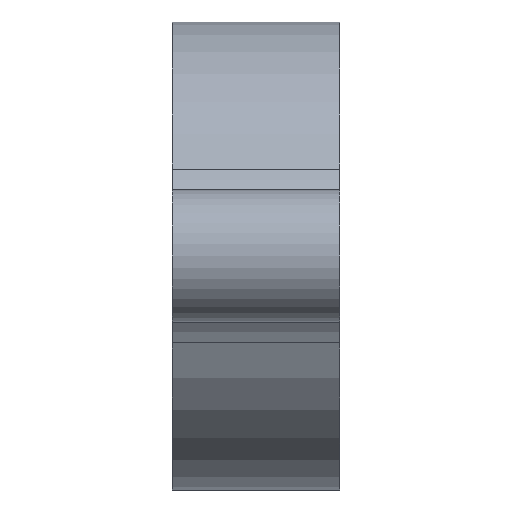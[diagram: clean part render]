
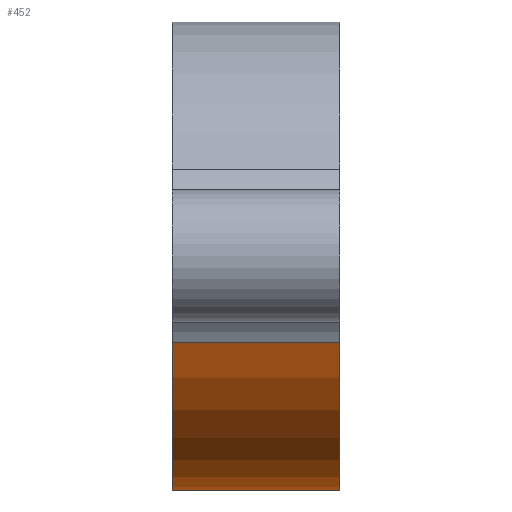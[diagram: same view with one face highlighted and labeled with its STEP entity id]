
A CAD part, left-side view. The second image highlights one B-rep face of the part: STEP entity #452.
In plain terms, the highlighted cylindrical face has radius 26.5 mm (diameter 53 mm), a partial arc.
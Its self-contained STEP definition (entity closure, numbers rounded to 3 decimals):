
#45 = CARTESIAN_POINT ( 'NONE',  ( -24.604, 9.5, -9.843 ) ) ;
#78 = DIRECTION ( 'NONE',  ( 0., 1., 0. ) ) ;
#171 = ORIENTED_EDGE ( 'NONE', *, *, #1409, .T. ) ;
#452 = ADVANCED_FACE ( 'NONE', ( #2065 ), #1737, .T. ) ;
#526 = CARTESIAN_POINT ( 'NONE',  ( 0., -9.5, 0. ) ) ;
#551 = VECTOR ( 'NONE', #2525, 1000. ) ;
#552 = ORIENTED_EDGE ( 'NONE', *, *, #1119, .T. ) ;
#624 = CARTESIAN_POINT ( 'NONE',  ( -24.604, 9.5, -9.843 ) ) ;
#635 = EDGE_CURVE ( 'NONE', #2437, #695, #887, .T. ) ;
#695 = VERTEX_POINT ( 'NONE', #624 ) ;
#737 = LINE ( 'NONE', #1566, #551 ) ;
#792 = LINE ( 'NONE', #45, #1469 ) ;
#879 = CARTESIAN_POINT ( 'NONE',  ( 0., 9.5, 0. ) ) ;
#887 = CIRCLE ( 'NONE', #1875, 26.5 ) ;
#921 = CARTESIAN_POINT ( 'NONE',  ( 0., 9.5, 0. ) ) ;
#958 = ORIENTED_EDGE ( 'NONE', *, *, #2676, .F. ) ;
#975 = ORIENTED_EDGE ( 'NONE', *, *, #635, .F. ) ;
#1050 = CARTESIAN_POINT ( 'NONE',  ( 0., -9.5, -26.5 ) ) ;
#1075 = EDGE_LOOP ( 'NONE', ( #975, #171, #552, #958 ) ) ;
#1094 = DIRECTION ( 'NONE',  ( 0., 1., 0. ) ) ;
#1119 = EDGE_CURVE ( 'NONE', #1251, #1155, #2339, .T. ) ;
#1155 = VERTEX_POINT ( 'NONE', #2607 ) ;
#1251 = VERTEX_POINT ( 'NONE', #1050 ) ;
#1396 = CARTESIAN_POINT ( 'NONE',  ( 0., 9.5, -26.5 ) ) ;
#1409 = EDGE_CURVE ( 'NONE', #2437, #1251, #737, .T. ) ;
#1469 = VECTOR ( 'NONE', #2078, 1000. ) ;
#1557 = DIRECTION ( 'NONE',  ( 1., 0., 0. ) ) ;
#1566 = CARTESIAN_POINT ( 'NONE',  ( 0., 9.5, -26.5 ) ) ;
#1737 = CYLINDRICAL_SURFACE ( 'NONE', #2030, 26.5 ) ;
#1875 = AXIS2_PLACEMENT_3D ( 'NONE', #879, #1094, #1557 ) ;
#2030 = AXIS2_PLACEMENT_3D ( 'NONE', #921, #2746, #2276 ) ;
#2065 = FACE_OUTER_BOUND ( 'NONE', #1075, .T. ) ;
#2078 = DIRECTION ( 'NONE',  ( 0., -1., 0. ) ) ;
#2276 = DIRECTION ( 'NONE',  ( 0., 0., -1. ) ) ;
#2339 = CIRCLE ( 'NONE', #2779, 26.5 ) ;
#2437 = VERTEX_POINT ( 'NONE', #1396 ) ;
#2525 = DIRECTION ( 'NONE',  ( 0., -1., 0. ) ) ;
#2573 = DIRECTION ( 'NONE',  ( 1., 0., 0. ) ) ;
#2607 = CARTESIAN_POINT ( 'NONE',  ( -24.604, -9.5, -9.843 ) ) ;
#2676 = EDGE_CURVE ( 'NONE', #695, #1155, #792, .T. ) ;
#2746 = DIRECTION ( 'NONE',  ( 0., -1., 0. ) ) ;
#2779 = AXIS2_PLACEMENT_3D ( 'NONE', #526, #78, #2573 ) ;
